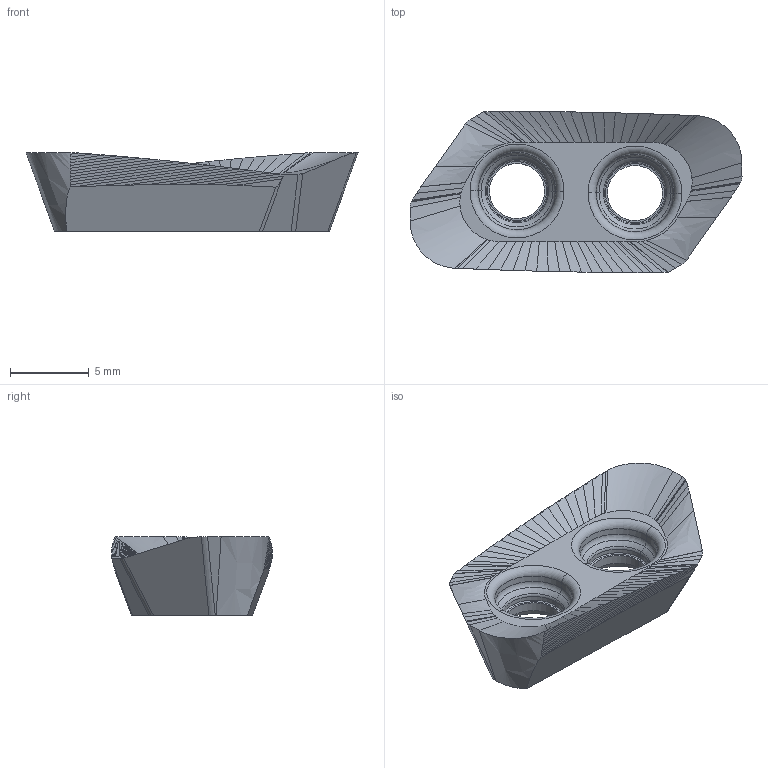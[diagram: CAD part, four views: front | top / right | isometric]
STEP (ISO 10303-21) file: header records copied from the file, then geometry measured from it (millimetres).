
FILE_DESCRIPTION((''),'2;1');
FILE_NAME('XDGX175030PDR-GL','2015-12-18T',('tlyi02'),('PTC Japan'),'PRO/ENGINEER BY PARAMETRIC TECHNOLOGY CORPORATION, 2014310','PRO/ENGINEER BY PARAMETRIC TECHNOLOGY CORPORATION, 2014310','');
FILE_SCHEMA(('AUTOMOTIVE_DESIGN { 1 0 10303 214 1 1 1 1 }'));
Length unit declared in the file: millimetre
Products named in the file (1): XDGX175030PDR-GL
Bounding box: 21.1 x 10.23 x 5 mm (x, y, z)
Volume: 435.1 mm3; surface area: 573.1 mm2
Topology: 1 solids, 1 shells, 183 faces, 451 edges, 274 vertices
Faces by surface type: bspline 83, plane 60, torus 24, cone 12, cylinder 4
Entity records: 10174 total; most frequent: CARTESIAN_POINT 4796, ORIENTED_EDGE 902, DIRECTION 663, PRESENTATION_STYLE_ASSIGNMENT 453, STYLED_ITEM 453, CURVE_STYLE 452, EDGE_CURVE 451, VERTEX_POINT 274
